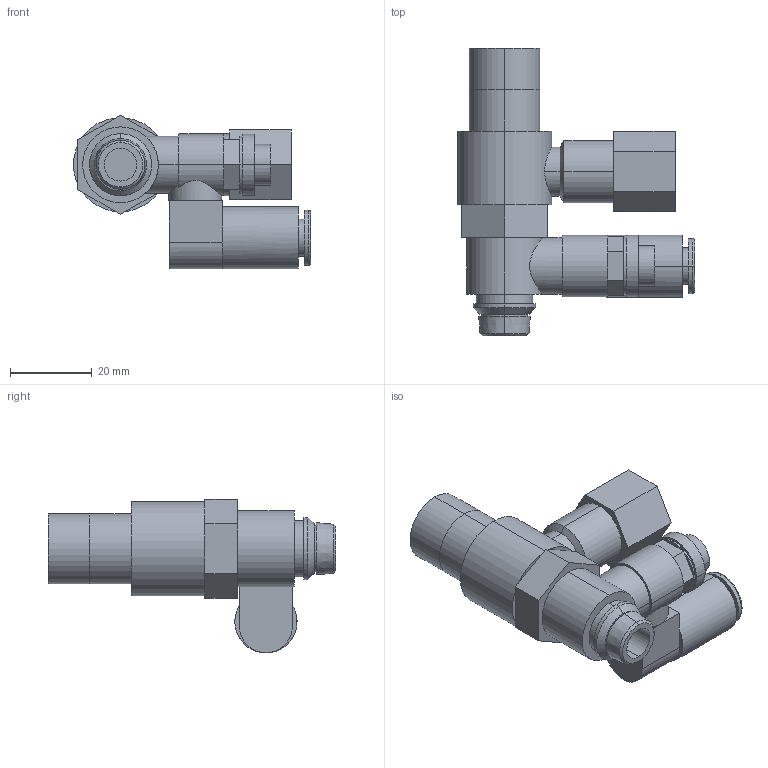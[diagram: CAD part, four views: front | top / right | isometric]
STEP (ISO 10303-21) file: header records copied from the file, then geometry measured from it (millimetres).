
FILE_DESCRIPTION (( 'STEP AP214' ), '1' );
FILE_NAME ('ASP430F-U02-08-X352.STEP', '2015-12-04T07:17:43', ( 'SONIC' ), ( 'UNITCOM PC' ), 'SwSTEP 2.0', 'SolidWorks 2015', '' );
FILE_SCHEMA (( 'AUTOMOTIVE_DESIGN' ));
Length unit declared in the file: millimetre
Products named in the file (1): ASP430F-U02-08-X352
Bounding box: 57.95 x 70.35 x 37.57 mm (x, y, z)
Volume: 33258.1 mm3; surface area: 12820.9 mm2
Topology: 2 solids, 2 shells, 123 faces, 274 edges, 171 vertices
Faces by surface type: plane 62, cylinder 43, cone 14, torus 4
Entity records: 3714 total; most frequent: CARTESIAN_POINT 856, DIRECTION 631, ORIENTED_EDGE 544, EDGE_CURVE 272, AXIS2_PLACEMENT_3D 246, VERTEX_POINT 171, EDGE_LOOP 143, LINE 139
